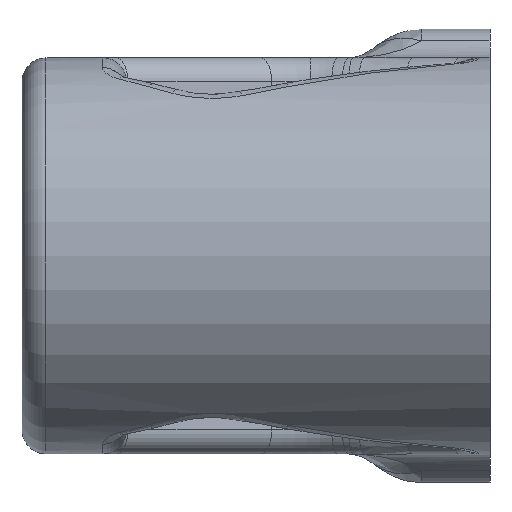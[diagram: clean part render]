
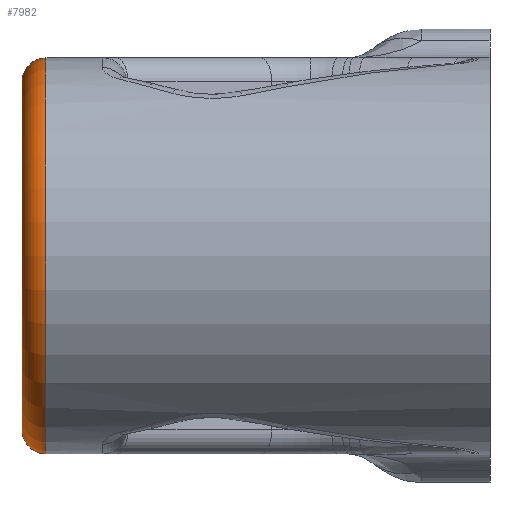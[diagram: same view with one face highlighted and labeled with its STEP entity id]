
A CAD part, front view. The second image highlights one B-rep face of the part: STEP entity #7982.
In plain terms, the highlighted toroidal (fillet/blend) face has major radius 14.5 mm and minor radius 2 mm.
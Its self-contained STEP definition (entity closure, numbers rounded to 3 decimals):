
#363 = DIRECTION ( 'NONE',  ( 0., 0., 1. ) ) ;
#512 = CARTESIAN_POINT ( 'NONE',  ( -7.2, -12.3, -14.5 ) ) ;
#733 = CARTESIAN_POINT ( 'NONE',  ( -5.2, -12.3, -16.5 ) ) ;
#1804 = CIRCLE ( 'NONE', #7830, 2. ) ;
#2151 = DIRECTION ( 'NONE',  ( 0., 0., 1. ) ) ;
#2710 = CARTESIAN_POINT ( 'NONE',  ( -7.2, -12.3, 0. ) ) ;
#2910 = DIRECTION ( 'NONE',  ( 0., 1., 0. ) ) ;
#3035 = VERTEX_POINT ( 'NONE', #512 ) ;
#3221 = AXIS2_PLACEMENT_3D ( 'NONE', #6723, #9930, #363 ) ;
#3493 = CIRCLE ( 'NONE', #9287, 14.5 ) ;
#3898 = CARTESIAN_POINT ( 'NONE',  ( -5.2, -12.3, 14.5 ) ) ;
#3974 = DIRECTION ( 'NONE',  ( -1., 0., 0. ) ) ;
#4397 = ORIENTED_EDGE ( 'NONE', *, *, #12075, .F. ) ;
#5156 = VERTEX_POINT ( 'NONE', #9831 ) ;
#5236 = EDGE_CURVE ( 'NONE', #3035, #9688, #12024, .T. ) ;
#5680 = EDGE_LOOP ( 'NONE', ( #12114, #5877, #4397, #12486 ) ) ;
#5877 = ORIENTED_EDGE ( 'NONE', *, *, #7774, .F. ) ;
#6161 = VERTEX_POINT ( 'NONE', #7642 ) ;
#6723 = CARTESIAN_POINT ( 'NONE',  ( -5.2, -12.3, 0. ) ) ;
#7628 = AXIS2_PLACEMENT_3D ( 'NONE', #9184, #12312, #12381 ) ;
#7642 = CARTESIAN_POINT ( 'NONE',  ( -7.2, -12.3, 14.5 ) ) ;
#7774 = EDGE_CURVE ( 'NONE', #5156, #9688, #12990, .T. ) ;
#7830 = AXIS2_PLACEMENT_3D ( 'NONE', #3898, #2910, #9407 ) ;
#7982 = ADVANCED_FACE ( 'NONE', ( #12006 ), #9231, .T. ) ;
#8490 = EDGE_CURVE ( 'NONE', #3035, #6161, #3493, .T. ) ;
#9004 = AXIS2_PLACEMENT_3D ( 'NONE', #10715, #13685, #2151 ) ;
#9184 = CARTESIAN_POINT ( 'NONE',  ( -5.2, -12.3, -14.5 ) ) ;
#9231 = TOROIDAL_SURFACE ( 'NONE', #3221, 14.5, 2. ) ;
#9287 = AXIS2_PLACEMENT_3D ( 'NONE', #2710, #3974, #12250 ) ;
#9407 = DIRECTION ( 'NONE',  ( 0., 0., 1. ) ) ;
#9688 = VERTEX_POINT ( 'NONE', #733 ) ;
#9831 = CARTESIAN_POINT ( 'NONE',  ( -5.2, -12.3, 16.5 ) ) ;
#9930 = DIRECTION ( 'NONE',  ( -1., 0., 0. ) ) ;
#10715 = CARTESIAN_POINT ( 'NONE',  ( -5.2, -12.3, 0. ) ) ;
#12006 = FACE_OUTER_BOUND ( 'NONE', #5680, .T. ) ;
#12024 = CIRCLE ( 'NONE', #7628, 2. ) ;
#12075 = EDGE_CURVE ( 'NONE', #6161, #5156, #1804, .T. ) ;
#12114 = ORIENTED_EDGE ( 'NONE', *, *, #5236, .T. ) ;
#12250 = DIRECTION ( 'NONE',  ( 0., 0., 1. ) ) ;
#12312 = DIRECTION ( 'NONE',  ( 0., -1., 0. ) ) ;
#12381 = DIRECTION ( 'NONE',  ( 0., 0., -1. ) ) ;
#12486 = ORIENTED_EDGE ( 'NONE', *, *, #8490, .F. ) ;
#12990 = CIRCLE ( 'NONE', #9004, 16.5 ) ;
#13685 = DIRECTION ( 'NONE',  ( 1., 0., 0. ) ) ;
